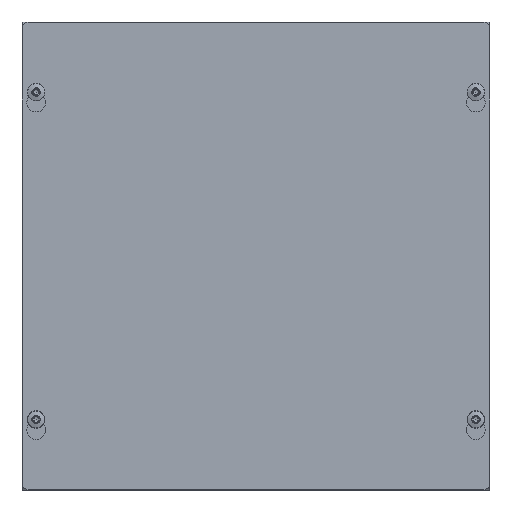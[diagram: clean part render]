
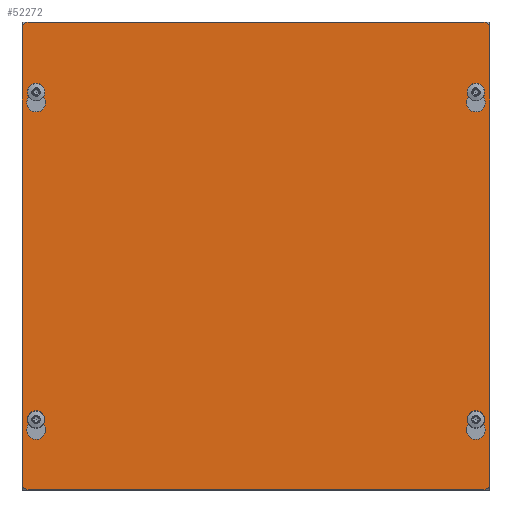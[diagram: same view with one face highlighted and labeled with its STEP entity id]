
A CAD part, top view. The second image highlights one B-rep face of the part: STEP entity #52272.
In plain terms, the highlighted planar face has unit normal (0, 0, 1).
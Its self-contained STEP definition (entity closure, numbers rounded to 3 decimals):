
#4258=FACE_BOUND('',#9812,.T.);
#4259=FACE_BOUND('',#9813,.T.);
#4260=FACE_BOUND('',#9814,.T.);
#4261=FACE_BOUND('',#9815,.T.);
#4812=PLANE('',#55687);
#6837=FACE_OUTER_BOUND('',#9811,.T.);
#9811=EDGE_LOOP('',(#39378,#39379,#39380,#39381,#39382,#39383,#39384,#39385));
#9812=EDGE_LOOP('',(#39386,#39387,#39388,#39389));
#9813=EDGE_LOOP('',(#39390,#39391,#39392,#39393));
#9814=EDGE_LOOP('',(#39394,#39395,#39396,#39397));
#9815=EDGE_LOOP('',(#39398,#39399,#39400,#39401));
#13324=LINE('',#71978,#18829);
#13328=LINE('',#71988,#18833);
#13332=LINE('',#72002,#18837);
#13336=LINE('',#72012,#18841);
#13340=LINE('',#72026,#18845);
#13344=LINE('',#72036,#18849);
#13348=LINE('',#72050,#18853);
#13352=LINE('',#72060,#18857);
#13357=LINE('',#72075,#18862);
#13363=LINE('',#72096,#18868);
#13367=LINE('',#72107,#18872);
#13368=LINE('',#72109,#18873);
#18829=VECTOR('',#60404,0.394);
#18833=VECTOR('',#60416,0.394);
#18837=VECTOR('',#60428,0.394);
#18841=VECTOR('',#60440,0.394);
#18845=VECTOR('',#60452,0.394);
#18849=VECTOR('',#60464,0.394);
#18853=VECTOR('',#60476,0.394);
#18857=VECTOR('',#60488,0.394);
#18862=VECTOR('',#60501,0.394);
#18868=VECTOR('',#60521,0.394);
#18872=VECTOR('',#60535,0.394);
#18873=VECTOR('',#60538,0.394);
#23706=CIRCLE('',#55640,0.203);
#23708=CIRCLE('',#55644,0.117);
#23710=CIRCLE('',#55648,0.203);
#23712=CIRCLE('',#55652,0.117);
#23714=CIRCLE('',#55656,0.203);
#23716=CIRCLE('',#55660,0.117);
#23718=CIRCLE('',#55664,0.203);
#23720=CIRCLE('',#55668,0.117);
#23721=CIRCLE('',#55671,0.125);
#23726=CIRCLE('',#55679,0.125);
#23727=CIRCLE('',#55682,0.125);
#23728=CIRCLE('',#55684,0.125);
#24851=VERTEX_POINT('',#71966);
#24854=VERTEX_POINT('',#71971);
#24856=VERTEX_POINT('',#71977);
#24858=VERTEX_POINT('',#71983);
#24859=VERTEX_POINT('',#71990);
#24862=VERTEX_POINT('',#71995);
#24864=VERTEX_POINT('',#72001);
#24866=VERTEX_POINT('',#72007);
#24867=VERTEX_POINT('',#72014);
#24870=VERTEX_POINT('',#72019);
#24872=VERTEX_POINT('',#72025);
#24874=VERTEX_POINT('',#72031);
#24875=VERTEX_POINT('',#72038);
#24878=VERTEX_POINT('',#72043);
#24880=VERTEX_POINT('',#72049);
#24882=VERTEX_POINT('',#72055);
#24883=VERTEX_POINT('',#72062);
#24884=VERTEX_POINT('',#72063);
#24888=VERTEX_POINT('',#72073);
#24894=VERTEX_POINT('',#72089);
#24895=VERTEX_POINT('',#72090);
#24896=VERTEX_POINT('',#72095);
#24897=VERTEX_POINT('',#72099);
#24898=VERTEX_POINT('',#72103);
#30321=EDGE_CURVE('',#24851,#24854,#23706,.T.);
#30323=EDGE_CURVE('',#24856,#24851,#13324,.T.);
#30326=EDGE_CURVE('',#24858,#24856,#23708,.T.);
#30329=EDGE_CURVE('',#24854,#24858,#13328,.T.);
#30333=EDGE_CURVE('',#24859,#24862,#23710,.T.);
#30335=EDGE_CURVE('',#24864,#24859,#13332,.T.);
#30338=EDGE_CURVE('',#24866,#24864,#23712,.T.);
#30341=EDGE_CURVE('',#24862,#24866,#13336,.T.);
#30345=EDGE_CURVE('',#24867,#24870,#23714,.T.);
#30347=EDGE_CURVE('',#24872,#24867,#13340,.T.);
#30350=EDGE_CURVE('',#24874,#24872,#23716,.T.);
#30353=EDGE_CURVE('',#24870,#24874,#13344,.T.);
#30357=EDGE_CURVE('',#24875,#24878,#23718,.T.);
#30359=EDGE_CURVE('',#24880,#24875,#13348,.T.);
#30362=EDGE_CURVE('',#24882,#24880,#23720,.T.);
#30365=EDGE_CURVE('',#24878,#24882,#13352,.T.);
#30366=EDGE_CURVE('',#24883,#24884,#23721,.T.);
#30372=EDGE_CURVE('',#24888,#24883,#13357,.T.);
#30379=EDGE_CURVE('',#24894,#24895,#23726,.T.);
#30382=EDGE_CURVE('',#24895,#24896,#13363,.T.);
#30384=EDGE_CURVE('',#24896,#24897,#23727,.T.);
#30386=EDGE_CURVE('',#24898,#24888,#23728,.T.);
#30388=EDGE_CURVE('',#24897,#24898,#13367,.T.);
#30389=EDGE_CURVE('',#24884,#24894,#13368,.T.);
#39378=ORIENTED_EDGE('',*,*,#30366,.F.);
#39379=ORIENTED_EDGE('',*,*,#30372,.F.);
#39380=ORIENTED_EDGE('',*,*,#30386,.F.);
#39381=ORIENTED_EDGE('',*,*,#30388,.F.);
#39382=ORIENTED_EDGE('',*,*,#30384,.F.);
#39383=ORIENTED_EDGE('',*,*,#30382,.F.);
#39384=ORIENTED_EDGE('',*,*,#30379,.F.);
#39385=ORIENTED_EDGE('',*,*,#30389,.F.);
#39386=ORIENTED_EDGE('',*,*,#30321,.T.);
#39387=ORIENTED_EDGE('',*,*,#30329,.T.);
#39388=ORIENTED_EDGE('',*,*,#30326,.T.);
#39389=ORIENTED_EDGE('',*,*,#30323,.T.);
#39390=ORIENTED_EDGE('',*,*,#30333,.T.);
#39391=ORIENTED_EDGE('',*,*,#30341,.T.);
#39392=ORIENTED_EDGE('',*,*,#30338,.T.);
#39393=ORIENTED_EDGE('',*,*,#30335,.T.);
#39394=ORIENTED_EDGE('',*,*,#30345,.T.);
#39395=ORIENTED_EDGE('',*,*,#30353,.T.);
#39396=ORIENTED_EDGE('',*,*,#30350,.T.);
#39397=ORIENTED_EDGE('',*,*,#30347,.T.);
#39398=ORIENTED_EDGE('',*,*,#30357,.T.);
#39399=ORIENTED_EDGE('',*,*,#30365,.T.);
#39400=ORIENTED_EDGE('',*,*,#30362,.T.);
#39401=ORIENTED_EDGE('',*,*,#30359,.T.);
#52272=ADVANCED_FACE('',(#6837,#4258,#4259,#4260,#4261),#4812,.T.);
#55640=AXIS2_PLACEMENT_3D('',#71973,#60399,#60400);
#55644=AXIS2_PLACEMENT_3D('',#71984,#60410,#60411);
#55648=AXIS2_PLACEMENT_3D('',#71997,#60423,#60424);
#55652=AXIS2_PLACEMENT_3D('',#72008,#60434,#60435);
#55656=AXIS2_PLACEMENT_3D('',#72021,#60447,#60448);
#55660=AXIS2_PLACEMENT_3D('',#72032,#60458,#60459);
#55664=AXIS2_PLACEMENT_3D('',#72045,#60471,#60472);
#55668=AXIS2_PLACEMENT_3D('',#72056,#60482,#60483);
#55671=AXIS2_PLACEMENT_3D('',#72064,#60491,#60492);
#55679=AXIS2_PLACEMENT_3D('',#72091,#60515,#60516);
#55682=AXIS2_PLACEMENT_3D('',#72100,#60525,#60526);
#55684=AXIS2_PLACEMENT_3D('',#72104,#60530,#60531);
#55687=AXIS2_PLACEMENT_3D('',#72110,#60539,#60540);
#60399=DIRECTION('center_axis',(0.,0.,-1.));
#60400=DIRECTION('ref_axis',(1.,0.,0.));
#60404=DIRECTION('',(0.,-1.,0.));
#60410=DIRECTION('center_axis',(0.,0.,-1.));
#60411=DIRECTION('ref_axis',(1.,0.,0.));
#60416=DIRECTION('',(0.,1.,0.));
#60423=DIRECTION('center_axis',(0.,0.,-1.));
#60424=DIRECTION('ref_axis',(1.,0.,0.));
#60428=DIRECTION('',(0.,-1.,0.));
#60434=DIRECTION('center_axis',(0.,0.,-1.));
#60435=DIRECTION('ref_axis',(1.,0.,0.));
#60440=DIRECTION('',(0.,1.,0.));
#60447=DIRECTION('center_axis',(0.,0.,-1.));
#60448=DIRECTION('ref_axis',(1.,0.,0.));
#60452=DIRECTION('',(0.,-1.,0.));
#60458=DIRECTION('center_axis',(0.,0.,-1.));
#60459=DIRECTION('ref_axis',(1.,0.,0.));
#60464=DIRECTION('',(0.,1.,0.));
#60471=DIRECTION('center_axis',(0.,0.,-1.));
#60472=DIRECTION('ref_axis',(1.,0.,0.));
#60476=DIRECTION('',(0.,-1.,0.));
#60482=DIRECTION('center_axis',(0.,0.,-1.));
#60483=DIRECTION('ref_axis',(1.,0.,0.));
#60488=DIRECTION('',(0.,1.,0.));
#60491=DIRECTION('center_axis',(0.,0.,-1.));
#60492=DIRECTION('ref_axis',(0.707,0.707,0.));
#60501=DIRECTION('',(1.,0.,0.));
#60515=DIRECTION('center_axis',(0.,0.,-1.));
#60516=DIRECTION('ref_axis',(0.707,-0.707,0.));
#60521=DIRECTION('',(-1.,0.,0.));
#60525=DIRECTION('center_axis',(0.,0.,-1.));
#60526=DIRECTION('ref_axis',(-0.707,-0.707,0.));
#60530=DIRECTION('center_axis',(0.,0.,-1.));
#60531=DIRECTION('ref_axis',(-0.707,0.707,0.));
#60535=DIRECTION('',(0.,1.,0.));
#60538=DIRECTION('',(0.,-1.,0.));
#60539=DIRECTION('center_axis',(0.,0.,1.));
#60540=DIRECTION('ref_axis',(1.,0.,0.));
#71966=CARTESIAN_POINT('',(-4.583,3.444,0.053));
#71971=CARTESIAN_POINT('',(-4.817,3.444,0.053));
#71973=CARTESIAN_POINT('Origin',(-4.7,3.278,0.053));
#71977=CARTESIAN_POINT('',(-4.583,3.5,0.053));
#71978=CARTESIAN_POINT('',(-4.583,1.722,0.053));
#71983=CARTESIAN_POINT('',(-4.817,3.5,0.053));
#71984=CARTESIAN_POINT('Origin',(-4.7,3.5,0.053));
#71988=CARTESIAN_POINT('',(-4.817,1.75,0.053));
#71990=CARTESIAN_POINT('',(4.817,3.444,0.053));
#71995=CARTESIAN_POINT('',(4.583,3.444,0.053));
#71997=CARTESIAN_POINT('Origin',(4.7,3.278,0.053));
#72001=CARTESIAN_POINT('',(4.817,3.5,0.053));
#72002=CARTESIAN_POINT('',(4.817,1.722,0.053));
#72007=CARTESIAN_POINT('',(4.583,3.5,0.053));
#72008=CARTESIAN_POINT('Origin',(4.7,3.5,0.053));
#72012=CARTESIAN_POINT('',(4.583,1.75,0.053));
#72014=CARTESIAN_POINT('',(-4.583,-3.556,0.053));
#72019=CARTESIAN_POINT('',(-4.817,-3.556,0.053));
#72021=CARTESIAN_POINT('Origin',(-4.7,-3.722,0.053));
#72025=CARTESIAN_POINT('',(-4.583,-3.5,0.053));
#72026=CARTESIAN_POINT('',(-4.583,-1.778,0.053));
#72031=CARTESIAN_POINT('',(-4.817,-3.5,0.053));
#72032=CARTESIAN_POINT('Origin',(-4.7,-3.5,0.053));
#72036=CARTESIAN_POINT('',(-4.817,-1.75,0.053));
#72038=CARTESIAN_POINT('',(4.817,-3.556,0.053));
#72043=CARTESIAN_POINT('',(4.583,-3.556,0.053));
#72045=CARTESIAN_POINT('Origin',(4.7,-3.722,0.053));
#72049=CARTESIAN_POINT('',(4.817,-3.5,0.053));
#72050=CARTESIAN_POINT('',(4.817,-1.778,0.053));
#72055=CARTESIAN_POINT('',(4.583,-3.5,0.053));
#72056=CARTESIAN_POINT('Origin',(4.7,-3.5,0.053));
#72060=CARTESIAN_POINT('',(4.583,-1.75,0.053));
#72062=CARTESIAN_POINT('',(4.875,5.,0.053));
#72063=CARTESIAN_POINT('',(5.,4.875,0.053));
#72064=CARTESIAN_POINT('Origin',(4.875,4.875,0.053));
#72073=CARTESIAN_POINT('',(-4.875,5.,0.053));
#72075=CARTESIAN_POINT('',(5.,5.,0.053));
#72089=CARTESIAN_POINT('',(5.,-4.875,0.053));
#72090=CARTESIAN_POINT('',(4.875,-5.,0.053));
#72091=CARTESIAN_POINT('Origin',(4.875,-4.875,0.053));
#72095=CARTESIAN_POINT('',(-4.875,-5.,0.053));
#72096=CARTESIAN_POINT('',(-5.,-5.,0.053));
#72099=CARTESIAN_POINT('',(-5.,-4.875,0.053));
#72100=CARTESIAN_POINT('Origin',(-4.875,-4.875,0.053));
#72103=CARTESIAN_POINT('',(-5.,4.875,0.053));
#72104=CARTESIAN_POINT('Origin',(-4.875,4.875,0.053));
#72107=CARTESIAN_POINT('',(-5.,5.,0.053));
#72109=CARTESIAN_POINT('',(5.,-5.,0.053));
#72110=CARTESIAN_POINT('Origin',(0.,0.,0.053));
